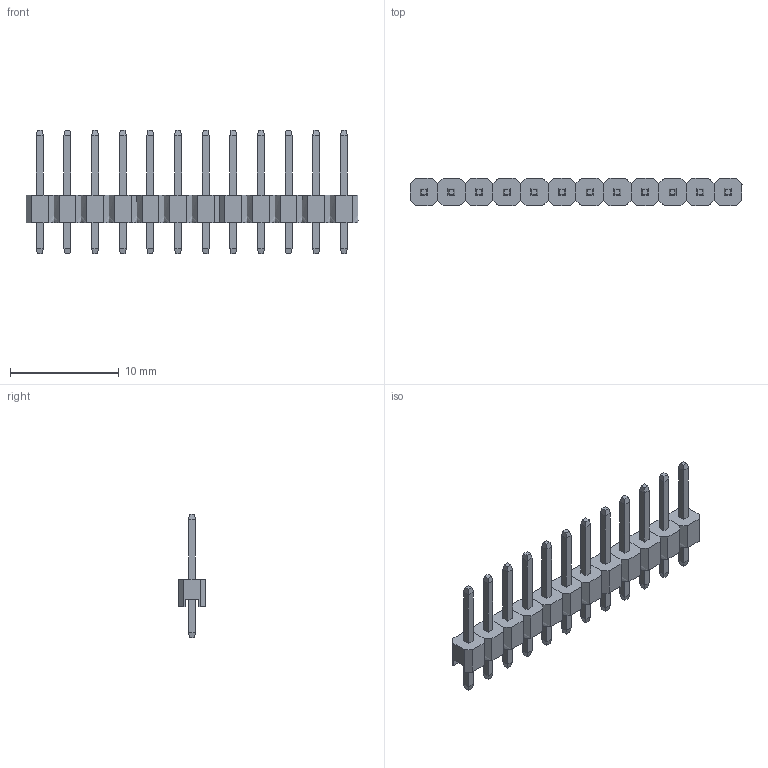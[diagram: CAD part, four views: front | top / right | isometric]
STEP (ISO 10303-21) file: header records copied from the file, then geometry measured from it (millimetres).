
FILE_DESCRIPTION (( 'STEP AP214' ), '1' );
FILE_NAME ('BERG_1X12.STEP', '2017-12-25T03:28:01', ( 'Sky123.Org' ), ( 'Sky123.Org' ), 'SwSTEP 2.0', 'SolidWorks 2013', '' );
FILE_SCHEMA (( 'AUTOMOTIVE_DESIGN' ));
Length unit declared in the file: millimetre
Products named in the file (1): BERG_1X12
Bounding box: 30.51 x 2.54 x 11.39 mm (x, y, z)
Surface area: 658.4 mm2 (no closed solid volume)
Topology: 0 solids, 12 shells, 363 faces, 870 edges, 534 vertices
Faces by surface type: plane 363
Entity records: 14193 total; most frequent: CARTESIAN_POINT 2164, ORIENTED_EDGE 1656, DIRECTION 1466, EDGE_CURVE 870, VECTOR 738, LINE 738, VERTEX_POINT 534, EDGE_LOOP 387
